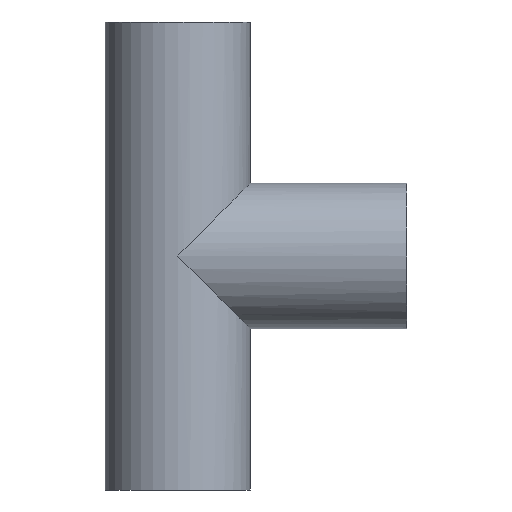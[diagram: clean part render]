
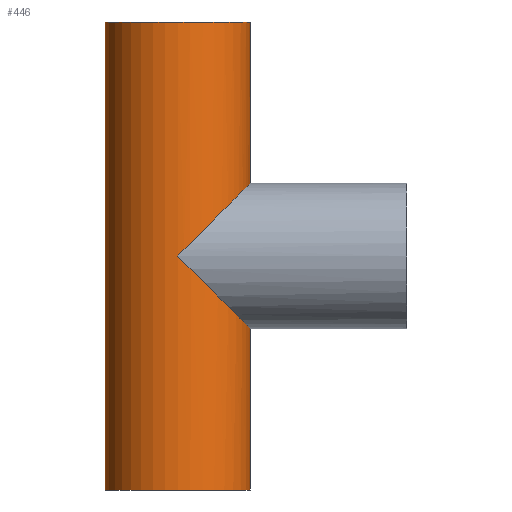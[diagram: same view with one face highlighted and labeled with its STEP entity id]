
A CAD part, front view. The second image highlights one B-rep face of the part: STEP entity #446.
In plain terms, the highlighted cylindrical face has radius 45 mm (diameter 90 mm), a partial arc.
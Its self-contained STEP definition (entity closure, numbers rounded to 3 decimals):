
#6 =( BOUNDED_CURVE ( )  B_SPLINE_CURVE ( 3, ( #42, #212, #394, #428 ),
 .UNSPECIFIED., .F., .F. ) 
 B_SPLINE_CURVE_WITH_KNOTS ( ( 4, 4 ),
 ( 3.142, 4.712 ),
 .UNSPECIFIED. ) 
 CURVE ( )  GEOMETRIC_REPRESENTATION_ITEM ( )  RATIONAL_B_SPLINE_CURVE ( ( 1., 0.805, 0.805, 1. ) ) 
 REPRESENTATION_ITEM ( '' )  );
#9 = VERTEX_POINT ( 'NONE', #393 ) ;
#19 = DIRECTION ( 'NONE',  ( 0., 0., 1. ) ) ;
#22 = DIRECTION ( 'NONE',  ( 1., 0., 0. ) ) ;
#25 = DIRECTION ( 'NONE',  ( 0., 0., -1. ) ) ;
#28 = AXIS2_PLACEMENT_3D ( 'NONE', #386, #19, #76 ) ;
#38 = CARTESIAN_POINT ( 'NONE',  ( -45., 0., -145. ) ) ;
#42 = CARTESIAN_POINT ( 'NONE',  ( 45., 0., 45. ) ) ;
#51 = AXIS2_PLACEMENT_3D ( 'NONE', #414, #203, #208 ) ;
#76 = DIRECTION ( 'NONE',  ( 1., 0., 0. ) ) ;
#78 = CYLINDRICAL_SURFACE ( 'NONE', #51, 45. ) ;
#82 = CARTESIAN_POINT ( 'NONE',  ( 26.36, -45., -26.36 ) ) ;
#88 = EDGE_CURVE ( 'NONE', #143, #349, #315, .T. ) ;
#135 = CARTESIAN_POINT ( 'NONE',  ( -45., 0., 145. ) ) ;
#137 = CARTESIAN_POINT ( 'NONE',  ( 45., -26.36, -45. ) ) ;
#142 = VECTOR ( 'NONE', #25, 1000. ) ;
#143 = VERTEX_POINT ( 'NONE', #38 ) ;
#148 = CARTESIAN_POINT ( 'NONE',  ( 45., 0., 145. ) ) ;
#160 = CARTESIAN_POINT ( 'NONE',  ( 45., 0., -45. ) ) ;
#173 = ORIENTED_EDGE ( 'NONE', *, *, #190, .F. ) ;
#174 = CARTESIAN_POINT ( 'NONE',  ( 0., -45., 0. ) ) ;
#189 = CARTESIAN_POINT ( 'NONE',  ( 45., 0., -145. ) ) ;
#190 = EDGE_CURVE ( 'NONE', #389, #413, #6, .T. ) ;
#193 = CIRCLE ( 'NONE', #448, 45. ) ;
#200 = DIRECTION ( 'NONE',  ( 0., 0., -1. ) ) ;
#203 = DIRECTION ( 'NONE',  ( 0., 0., -1. ) ) ;
#204 = ORIENTED_EDGE ( 'NONE', *, *, #298, .F. ) ;
#205 = CARTESIAN_POINT ( 'NONE',  ( 45., 0., -45. ) ) ;
#208 = DIRECTION ( 'NONE',  ( -1., 0., 0. ) ) ;
#210 = ORIENTED_EDGE ( 'NONE', *, *, #380, .F. ) ;
#212 = CARTESIAN_POINT ( 'NONE',  ( 45., -26.36, 45. ) ) ;
#227 = EDGE_CURVE ( 'NONE', #9, #143, #230, .T. ) ;
#230 = LINE ( 'NONE', #135, #237 ) ;
#237 = VECTOR ( 'NONE', #200, 1000. ) ;
#255 = ORIENTED_EDGE ( 'NONE', *, *, #88, .T. ) ;
#264 = LINE ( 'NONE', #447, #142 ) ;
#268 = LINE ( 'NONE', #406, #337 ) ;
#277 = ORIENTED_EDGE ( 'NONE', *, *, #227, .T. ) ;
#293 =( BOUNDED_CURVE ( )  B_SPLINE_CURVE ( 3, ( #345, #82, #137, #205 ),
 .UNSPECIFIED., .F., .F. ) 
 B_SPLINE_CURVE_WITH_KNOTS ( ( 4, 4 ),
 ( 4.712, 6.283 ),
 .UNSPECIFIED. ) 
 CURVE ( )  GEOMETRIC_REPRESENTATION_ITEM ( )  RATIONAL_B_SPLINE_CURVE ( ( 1., 0.805, 0.805, 1. ) ) 
 REPRESENTATION_ITEM ( '' )  );
#297 = VERTEX_POINT ( 'NONE', #160 ) ;
#298 = EDGE_CURVE ( 'NONE', #297, #349, #264, .T. ) ;
#300 = DIRECTION ( 'NONE',  ( 0., 0., -1. ) ) ;
#304 = EDGE_CURVE ( 'NONE', #400, #389, #268, .T. ) ;
#315 = CIRCLE ( 'NONE', #28, 45. ) ;
#329 = EDGE_CURVE ( 'NONE', #9, #400, #193, .T. ) ;
#330 = ORIENTED_EDGE ( 'NONE', *, *, #304, .F. ) ;
#336 = DIRECTION ( 'NONE',  ( 0., 0., 1. ) ) ;
#337 = VECTOR ( 'NONE', #300, 1000. ) ;
#343 = CARTESIAN_POINT ( 'NONE',  ( 0., 0., 145. ) ) ;
#345 = CARTESIAN_POINT ( 'NONE',  ( 0., -45., 0. ) ) ;
#349 = VERTEX_POINT ( 'NONE', #189 ) ;
#350 = CARTESIAN_POINT ( 'NONE',  ( 45., 0., 45. ) ) ;
#380 = EDGE_CURVE ( 'NONE', #413, #297, #293, .T. ) ;
#382 = FACE_OUTER_BOUND ( 'NONE', #429, .T. ) ;
#386 = CARTESIAN_POINT ( 'NONE',  ( 0., 0., -145. ) ) ;
#389 = VERTEX_POINT ( 'NONE', #350 ) ;
#393 = CARTESIAN_POINT ( 'NONE',  ( -45., 0., 145. ) ) ;
#394 = CARTESIAN_POINT ( 'NONE',  ( 26.36, -45., 26.36 ) ) ;
#395 = ORIENTED_EDGE ( 'NONE', *, *, #329, .F. ) ;
#400 = VERTEX_POINT ( 'NONE', #148 ) ;
#406 = CARTESIAN_POINT ( 'NONE',  ( 45., 0., 145. ) ) ;
#413 = VERTEX_POINT ( 'NONE', #174 ) ;
#414 = CARTESIAN_POINT ( 'NONE',  ( 0., 0., 145. ) ) ;
#428 = CARTESIAN_POINT ( 'NONE',  ( 0., -45., 0. ) ) ;
#429 = EDGE_LOOP ( 'NONE', ( #330, #395, #277, #255, #204, #210, #173 ) ) ;
#446 = ADVANCED_FACE ( 'NONE', ( #382 ), #78, .T. ) ;
#447 = CARTESIAN_POINT ( 'NONE',  ( 45., 0., 145. ) ) ;
#448 = AXIS2_PLACEMENT_3D ( 'NONE', #343, #336, #22 ) ;
